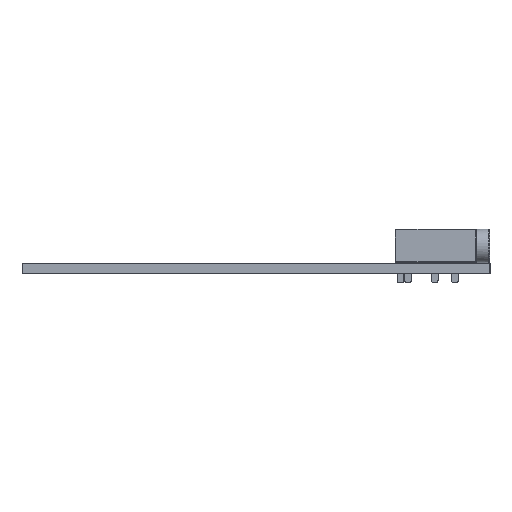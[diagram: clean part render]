
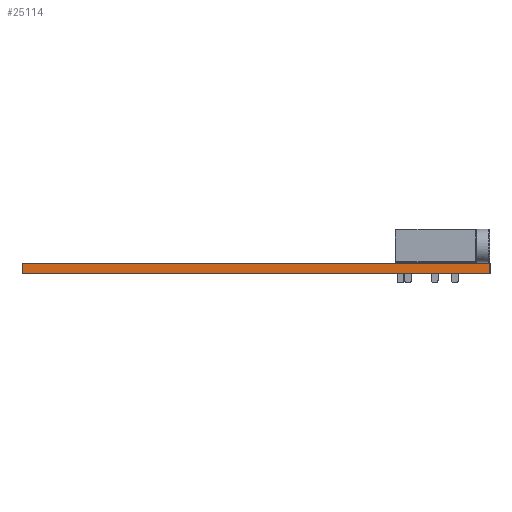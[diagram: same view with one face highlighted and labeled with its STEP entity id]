
A CAD part, left-side view. The second image highlights one B-rep face of the part: STEP entity #25114.
In plain terms, the highlighted planar face has unit normal (-1, 0, 0).
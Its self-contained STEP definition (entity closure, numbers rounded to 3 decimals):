
#5793 = PLANE('',#5794);
#5794 = AXIS2_PLACEMENT_3D('',#5795,#5796,#5797);
#5795 = CARTESIAN_POINT('',(74.295,-103.508,1.538));
#5796 = DIRECTION('',(-0.,-0.,-1.));
#5797 = DIRECTION('',(-1.,0.,0.));
#5847 = PLANE('',#5848);
#5848 = AXIS2_PLACEMENT_3D('',#5849,#5850,#5851);
#5849 = CARTESIAN_POINT('',(74.295,-103.508,0.));
#5850 = DIRECTION('',(-0.,-0.,-1.));
#5851 = DIRECTION('',(-1.,0.,0.));
#5880 = PLANE('',#5881);
#5881 = AXIS2_PLACEMENT_3D('',#5882,#5883,#5884);
#5882 = CARTESIAN_POINT('',(41.91,-68.58,0.));
#5883 = DIRECTION('',(0.,1.,0.));
#5884 = DIRECTION('',(1.,0.,0.));
#5978 = PLANE('',#5979);
#5979 = AXIS2_PLACEMENT_3D('',#5980,#5981,#5982);
#5980 = CARTESIAN_POINT('',(66.153,-138.441,0.));
#5981 = DIRECTION('',(0.,-1.,0.));
#5982 = DIRECTION('',(-1.,0.,0.));
#6017 = VERTEX_POINT('',#6018);
#6018 = CARTESIAN_POINT('',(41.91,-138.43,0.));
#6039 = EDGE_CURVE('',#6017,#6040,#6042,.T.);
#6040 = VERTEX_POINT('',#6041);
#6041 = CARTESIAN_POINT('',(41.91,-68.58,0.));
#6042 = SURFACE_CURVE('',#6043,(#6047,#6054),.PCURVE_S1.);
#6043 = LINE('',#6044,#6045);
#6044 = CARTESIAN_POINT('',(41.91,-138.43,0.));
#6045 = VECTOR('',#6046,1.);
#6046 = DIRECTION('',(0.,1.,0.));
#6047 = PCURVE('',#5847,#6048);
#6048 = DEFINITIONAL_REPRESENTATION('',(#6049),#6053);
#6049 = LINE('',#6050,#6051);
#6050 = CARTESIAN_POINT('',(32.385,-34.922));
#6051 = VECTOR('',#6052,1.);
#6052 = DIRECTION('',(0.,1.));
#6053 = ( GEOMETRIC_REPRESENTATION_CONTEXT(2) 
PARAMETRIC_REPRESENTATION_CONTEXT() REPRESENTATION_CONTEXT('2D SPACE',''
  ) );
#6054 = PCURVE('',#6055,#6060);
#6055 = PLANE('',#6056);
#6056 = AXIS2_PLACEMENT_3D('',#6057,#6058,#6059);
#6057 = CARTESIAN_POINT('',(41.91,-138.43,0.));
#6058 = DIRECTION('',(-1.,0.,0.));
#6059 = DIRECTION('',(0.,1.,0.));
#6060 = DEFINITIONAL_REPRESENTATION('',(#6061),#6065);
#6061 = LINE('',#6062,#6063);
#6062 = CARTESIAN_POINT('',(0.,0.));
#6063 = VECTOR('',#6064,1.);
#6064 = DIRECTION('',(1.,0.));
#6065 = ( GEOMETRIC_REPRESENTATION_CONTEXT(2) 
PARAMETRIC_REPRESENTATION_CONTEXT() REPRESENTATION_CONTEXT('2D SPACE',''
  ) );
#16696 = VERTEX_POINT('',#16697);
#16697 = CARTESIAN_POINT('',(41.91,-138.43,1.538));
#16718 = EDGE_CURVE('',#16696,#16719,#16721,.T.);
#16719 = VERTEX_POINT('',#16720);
#16720 = CARTESIAN_POINT('',(41.91,-68.58,1.538));
#16721 = SURFACE_CURVE('',#16722,(#16726,#16733),.PCURVE_S1.);
#16722 = LINE('',#16723,#16724);
#16723 = CARTESIAN_POINT('',(41.91,-138.43,1.538));
#16724 = VECTOR('',#16725,1.);
#16725 = DIRECTION('',(0.,1.,0.));
#16726 = PCURVE('',#5793,#16727);
#16727 = DEFINITIONAL_REPRESENTATION('',(#16728),#16732);
#16728 = LINE('',#16729,#16730);
#16729 = CARTESIAN_POINT('',(32.385,-34.922));
#16730 = VECTOR('',#16731,1.);
#16731 = DIRECTION('',(0.,1.));
#16732 = ( GEOMETRIC_REPRESENTATION_CONTEXT(2) 
PARAMETRIC_REPRESENTATION_CONTEXT() REPRESENTATION_CONTEXT('2D SPACE',''
  ) );
#16733 = PCURVE('',#6055,#16734);
#16734 = DEFINITIONAL_REPRESENTATION('',(#16735),#16739);
#16735 = LINE('',#16736,#16737);
#16736 = CARTESIAN_POINT('',(0.,-1.538));
#16737 = VECTOR('',#16738,1.);
#16738 = DIRECTION('',(1.,0.));
#16739 = ( GEOMETRIC_REPRESENTATION_CONTEXT(2) 
PARAMETRIC_REPRESENTATION_CONTEXT() REPRESENTATION_CONTEXT('2D SPACE',''
  ) );
#25064 = EDGE_CURVE('',#6040,#16719,#25065,.T.);
#25065 = SURFACE_CURVE('',#25066,(#25070,#25077),.PCURVE_S1.);
#25066 = LINE('',#25067,#25068);
#25067 = CARTESIAN_POINT('',(41.91,-68.58,0.));
#25068 = VECTOR('',#25069,1.);
#25069 = DIRECTION('',(0.,0.,1.));
#25070 = PCURVE('',#5880,#25071);
#25071 = DEFINITIONAL_REPRESENTATION('',(#25072),#25076);
#25072 = LINE('',#25073,#25074);
#25073 = CARTESIAN_POINT('',(0.,0.));
#25074 = VECTOR('',#25075,1.);
#25075 = DIRECTION('',(0.,-1.));
#25076 = ( GEOMETRIC_REPRESENTATION_CONTEXT(2) 
PARAMETRIC_REPRESENTATION_CONTEXT() REPRESENTATION_CONTEXT('2D SPACE',''
  ) );
#25077 = PCURVE('',#6055,#25078);
#25078 = DEFINITIONAL_REPRESENTATION('',(#25079),#25083);
#25079 = LINE('',#25080,#25081);
#25080 = CARTESIAN_POINT('',(69.85,0.));
#25081 = VECTOR('',#25082,1.);
#25082 = DIRECTION('',(0.,-1.));
#25083 = ( GEOMETRIC_REPRESENTATION_CONTEXT(2) 
PARAMETRIC_REPRESENTATION_CONTEXT() REPRESENTATION_CONTEXT('2D SPACE',''
  ) );
#25093 = EDGE_CURVE('',#6017,#16696,#25094,.T.);
#25094 = SURFACE_CURVE('',#25095,(#25099,#25106),.PCURVE_S1.);
#25095 = LINE('',#25096,#25097);
#25096 = CARTESIAN_POINT('',(41.91,-138.43,0.));
#25097 = VECTOR('',#25098,1.);
#25098 = DIRECTION('',(0.,0.,1.));
#25099 = PCURVE('',#5978,#25100);
#25100 = DEFINITIONAL_REPRESENTATION('',(#25101),#25105);
#25101 = LINE('',#25102,#25103);
#25102 = CARTESIAN_POINT('',(24.243,0.));
#25103 = VECTOR('',#25104,1.);
#25104 = DIRECTION('',(0.,-1.));
#25105 = ( GEOMETRIC_REPRESENTATION_CONTEXT(2) 
PARAMETRIC_REPRESENTATION_CONTEXT() REPRESENTATION_CONTEXT('2D SPACE',''
  ) );
#25106 = PCURVE('',#6055,#25107);
#25107 = DEFINITIONAL_REPRESENTATION('',(#25108),#25112);
#25108 = LINE('',#25109,#25110);
#25109 = CARTESIAN_POINT('',(0.,0.));
#25110 = VECTOR('',#25111,1.);
#25111 = DIRECTION('',(0.,-1.));
#25112 = ( GEOMETRIC_REPRESENTATION_CONTEXT(2) 
PARAMETRIC_REPRESENTATION_CONTEXT() REPRESENTATION_CONTEXT('2D SPACE',''
  ) );
#25114 = ADVANCED_FACE('',(#25115),#6055,.T.);
#25115 = FACE_BOUND('',#25116,.T.);
#25116 = EDGE_LOOP('',(#25117,#25118,#25119,#25120));
#25117 = ORIENTED_EDGE('',*,*,#25093,.T.);
#25118 = ORIENTED_EDGE('',*,*,#16718,.T.);
#25119 = ORIENTED_EDGE('',*,*,#25064,.F.);
#25120 = ORIENTED_EDGE('',*,*,#6039,.F.);
